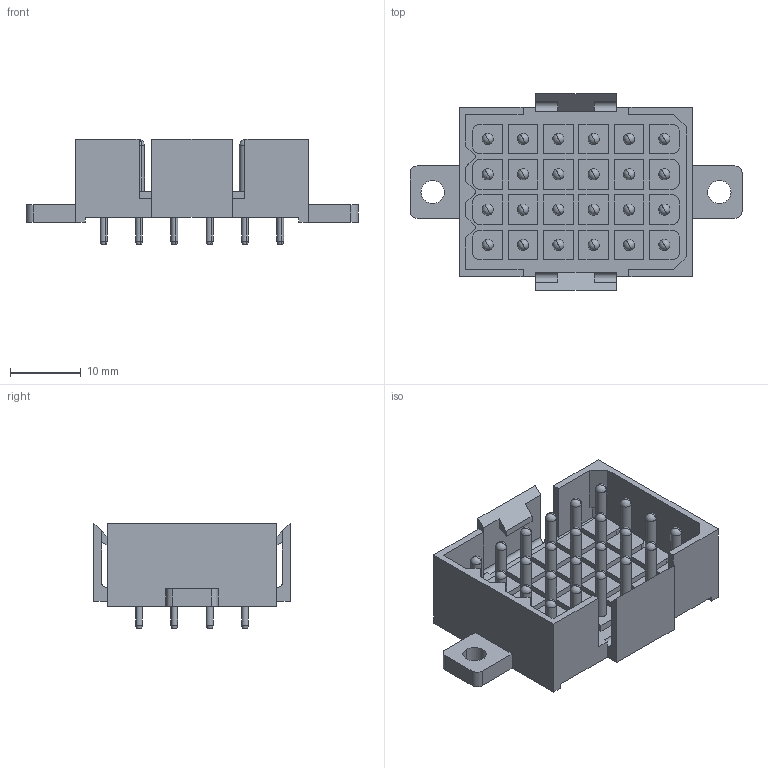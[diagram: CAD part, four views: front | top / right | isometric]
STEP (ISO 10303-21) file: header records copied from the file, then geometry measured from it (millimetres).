
FILE_DESCRIPTION(('CATIA V5 STEP Exchange','CAx-IF Rec.Pracs.--- Model Styling and Organization---1.2---2011-12-15'),'2;1');
FILE_NAME ('D1452065_0_1445800000_1445800000.stp','2018-09-20T17:44:34+00:00',('none'),('Weidmueller'),'CATIA Version 5-6 Release 2014','CATIA V5 STEP AP214','none');
FILE_SCHEMA(('AUTOMOTIVE_DESIGN { 1 0 10303 214 1 1 1 1 }'));
Length unit declared in the file: millimetre
Products named in the file (1): 1445800000
Bounding box: 47 x 27.8 x 15 mm (x, y, z)
Volume: 4243.2 mm3; surface area: 6297.1 mm2
Topology: 25 solids, 25 shells, 506 faces, 1196 edges, 740 vertices
Faces by surface type: plane 237, cylinder 173, sphere 48, cone 48
Entity records: 12649 total; most frequent: ORIENTED_EDGE 2296, CARTESIAN_POINT 2150, DIRECTION 1670, EDGE_CURVE 1148, VERTEX_POINT 740, AXIS2_PLACEMENT_3D 708, VECTOR 702, LINE 702
